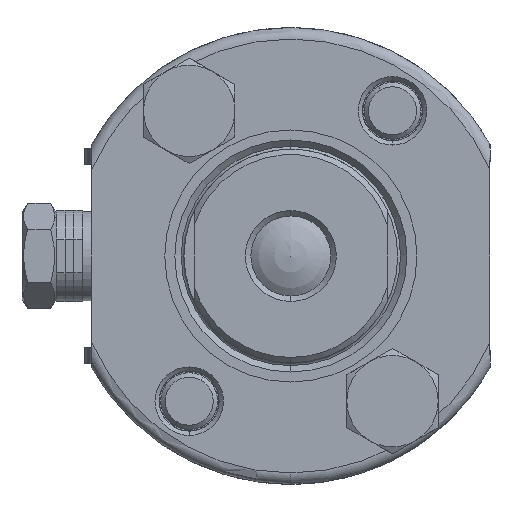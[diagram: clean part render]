
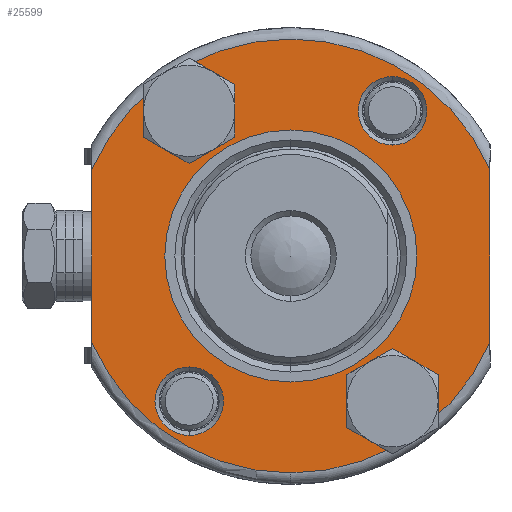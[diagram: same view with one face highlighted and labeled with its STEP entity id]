
A CAD part, left-side view. The second image highlights one B-rep face of the part: STEP entity #25599.
In plain terms, the highlighted planar face has unit normal (-1, 0, 0).
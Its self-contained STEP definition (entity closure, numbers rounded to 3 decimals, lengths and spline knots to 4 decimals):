
#781 = AXIS2_PLACEMENT_3D ( 'NONE', #11885, #11682, #11603 ) ;
#972 = CARTESIAN_POINT ( 'NONE',  ( -1.27, -0.5564, -0.7946 ) ) ;
#2454 = CIRCLE ( 'NONE', #10532, 0.69 ) ;
#2515 = AXIS2_PLACEMENT_3D ( 'NONE', #16717, #60425, #23012 ) ;
#3209 = ORIENTED_EDGE ( 'NONE', *, *, #13283, .T. ) ;
#4049 = VERTEX_POINT ( 'NONE', #79947 ) ;
#5096 = CARTESIAN_POINT ( 'NONE',  ( -1.27, 0., 0. ) ) ;
#6062 = DIRECTION ( 'NONE',  ( 0., 0., -1. ) ) ;
#6124 = DIRECTION ( 'NONE',  ( 1., 0., 0. ) ) ;
#6339 = CARTESIAN_POINT ( 'NONE',  ( -1.27, 0.5564, 0.7946 ) ) ;
#6347 = CARTESIAN_POINT ( 'NONE',  ( -1.27, -1.09, 0.4712 ) ) ;
#6566 = VERTEX_POINT ( 'NONE', #60118 ) ;
#7095 = CIRCLE ( 'NONE', #781, 1.1875 ) ;
#7349 = DIRECTION ( 'NONE',  ( 0., 0., -1. ) ) ;
#8152 = CIRCLE ( 'NONE', #32675, 0.1875 ) ;
#10532 = AXIS2_PLACEMENT_3D ( 'NONE', #54206, #16763, #60472 ) ;
#10870 = CARTESIAN_POINT ( 'NONE',  ( -1.27, 0.5564, -0.7946 ) ) ;
#11483 = AXIS2_PLACEMENT_3D ( 'NONE', #55639, #18231, #61917 ) ;
#11573 = DIRECTION ( 'NONE',  ( 0., 0., 1. ) ) ;
#11603 = DIRECTION ( 'NONE',  ( 0., 0., -1. ) ) ;
#11613 = VERTEX_POINT ( 'NONE', #71465 ) ;
#11682 = DIRECTION ( 'NONE',  ( -1., 0., 0. ) ) ;
#11885 = CARTESIAN_POINT ( 'NONE',  ( -1.27, 0., 0. ) ) ;
#12034 = CARTESIAN_POINT ( 'NONE',  ( -1.27, -0.5564, 0.7946 ) ) ;
#13018 = EDGE_CURVE ( 'NONE', #29074, #6566, #7095, .T. ) ;
#13283 = EDGE_CURVE ( 'NONE', #56030, #4049, #32548, .T. ) ;
#13594 = FACE_BOUND ( 'NONE', #42769, .T. ) ;
#13886 = CARTESIAN_POINT ( 'NONE',  ( -1.27, 0.5564, -0.6071 ) ) ;
#15028 = ORIENTED_EDGE ( 'NONE', *, *, #13018, .T. ) ;
#16717 = CARTESIAN_POINT ( 'NONE',  ( -1.27, 0., 0. ) ) ;
#16763 = DIRECTION ( 'NONE',  ( -1., 0., 0. ) ) ;
#17223 = DIRECTION ( 'NONE',  ( 0., 0., -1. ) ) ;
#17569 = FACE_BOUND ( 'NONE', #30120, .T. ) ;
#18231 = DIRECTION ( 'NONE',  ( -1., 0., 0. ) ) ;
#18387 = DIRECTION ( 'NONE',  ( 0., 0., -1. ) ) ;
#18693 = DIRECTION ( 'NONE',  ( 1., 0., 0. ) ) ;
#18711 = CIRCLE ( 'NONE', #29339, 0.1875 ) ;
#19210 = EDGE_CURVE ( 'NONE', #50317, #22414, #40951, .T. ) ;
#21623 = ORIENTED_EDGE ( 'NONE', *, *, #72633, .T. ) ;
#22019 = CARTESIAN_POINT ( 'NONE',  ( -1.27, -0.5564, 0.6071 ) ) ;
#22414 = VERTEX_POINT ( 'NONE', #48676 ) ;
#23012 = DIRECTION ( 'NONE',  ( 0., 0., -1. ) ) ;
#23071 = CARTESIAN_POINT ( 'NONE',  ( -1.27, 0.5564, -0.9821 ) ) ;
#23123 = CIRCLE ( 'NONE', #61431, 0.1875 ) ;
#23503 = VECTOR ( 'NONE', #11573, 39.3701 ) ;
#23889 = AXIS2_PLACEMENT_3D ( 'NONE', #74087, #36534, #80445 ) ;
#24083 = CARTESIAN_POINT ( 'NONE',  ( -1.27, 1.09, 1.3664 ) ) ;
#24099 = DIRECTION ( 'NONE',  ( 0., 0., -1. ) ) ;
#24158 = DIRECTION ( 'NONE',  ( 1., 0., 0. ) ) ;
#24454 = VERTEX_POINT ( 'NONE', #53897 ) ;
#25599 = ADVANCED_FACE ( 'NONE', ( #48806, #13594, #17569, #78314, #46829, #61516 ), #73900, .F. ) ;
#25852 = CARTESIAN_POINT ( 'NONE',  ( -1.27, 0., 0.69 ) ) ;
#25961 = ORIENTED_EDGE ( 'NONE', *, *, #68251, .T. ) ;
#26129 = AXIS2_PLACEMENT_3D ( 'NONE', #6339, #6124, #6062 ) ;
#27573 = DIRECTION ( 'NONE',  ( 1., 0., 0. ) ) ;
#28290 = EDGE_CURVE ( 'NONE', #78489, #54801, #18711, .T. ) ;
#28503 = DIRECTION ( 'NONE',  ( 1., 0., 0. ) ) ;
#29074 = VERTEX_POINT ( 'NONE', #6347 ) ;
#29339 = AXIS2_PLACEMENT_3D ( 'NONE', #10870, #54649, #17223 ) ;
#30120 = EDGE_LOOP ( 'NONE', ( #21623, #69535 ) ) ;
#30933 = AXIS2_PLACEMENT_3D ( 'NONE', #972, #44820, #7349 ) ;
#31201 = EDGE_CURVE ( 'NONE', #22414, #29074, #40047, .T. ) ;
#31497 = VERTEX_POINT ( 'NONE', #55659 ) ;
#32548 = CIRCLE ( 'NONE', #26129, 0.1875 ) ;
#32675 = AXIS2_PLACEMENT_3D ( 'NONE', #12034, #55800, #18387 ) ;
#36534 = DIRECTION ( 'NONE',  ( -1., 0., 0. ) ) ;
#36959 = EDGE_CURVE ( 'NONE', #54722, #24454, #71164, .T. ) ;
#39731 = VERTEX_POINT ( 'NONE', #49431 ) ;
#40047 = LINE ( 'NONE', #55611, #23503 ) ;
#40951 = CIRCLE ( 'NONE', #23889, 1.1875 ) ;
#42573 = DIRECTION ( 'NONE',  ( 0., 0., -1. ) ) ;
#42769 = EDGE_LOOP ( 'NONE', ( #25961, #53536 ) ) ;
#43752 = EDGE_CURVE ( 'NONE', #39731, #52514, #70321, .T. ) ;
#44820 = DIRECTION ( 'NONE',  ( 1., 0., 0. ) ) ;
#44908 = CIRCLE ( 'NONE', #65102, 0.1875 ) ;
#44982 = ORIENTED_EDGE ( 'NONE', *, *, #72440, .T. ) ;
#45191 = EDGE_CURVE ( 'NONE', #31497, #50317, #62359, .T. ) ;
#46652 = EDGE_CURVE ( 'NONE', #52514, #39731, #2454, .T. ) ;
#46829 = FACE_BOUND ( 'NONE', #71284, .T. ) ;
#48676 = CARTESIAN_POINT ( 'NONE',  ( -1.27, -1.09, -0.4712 ) ) ;
#48806 = FACE_BOUND ( 'NONE', #53613, .T. ) ;
#48993 = CIRCLE ( 'NONE', #74508, 0.1875 ) ;
#49431 = CARTESIAN_POINT ( 'NONE',  ( -1.27, 0., -0.69 ) ) ;
#49479 = EDGE_CURVE ( 'NONE', #54801, #78489, #23123, .T. ) ;
#49563 = ORIENTED_EDGE ( 'NONE', *, *, #43752, .F. ) ;
#50155 = ORIENTED_EDGE ( 'NONE', *, *, #19210, .T. ) ;
#50317 = VERTEX_POINT ( 'NONE', #69125 ) ;
#50701 = LINE ( 'NONE', #24083, #80180 ) ;
#52514 = VERTEX_POINT ( 'NONE', #25852 ) ;
#52753 = VERTEX_POINT ( 'NONE', #22019 ) ;
#53536 = ORIENTED_EDGE ( 'NONE', *, *, #75221, .T. ) ;
#53613 = EDGE_LOOP ( 'NONE', ( #3209, #44982 ) ) ;
#53897 = CARTESIAN_POINT ( 'NONE',  ( -1.27, -0.5564, -0.6071 ) ) ;
#54206 = CARTESIAN_POINT ( 'NONE',  ( -1.27, 0., 0. ) ) ;
#54649 = DIRECTION ( 'NONE',  ( 1., 0., 0. ) ) ;
#54722 = VERTEX_POINT ( 'NONE', #69686 ) ;
#54789 = ORIENTED_EDGE ( 'NONE', *, *, #77252, .T. ) ;
#54801 = VERTEX_POINT ( 'NONE', #13886 ) ;
#55611 = CARTESIAN_POINT ( 'NONE',  ( -1.27, -1.09, 1.3664 ) ) ;
#55639 = CARTESIAN_POINT ( 'NONE',  ( -1.27, 0., 0. ) ) ;
#55659 = CARTESIAN_POINT ( 'NONE',  ( -1.27, 1.09, -0.4712 ) ) ;
#55800 = DIRECTION ( 'NONE',  ( 1., 0., 0. ) ) ;
#56030 = VERTEX_POINT ( 'NONE', #74521 ) ;
#56100 = CARTESIAN_POINT ( 'NONE',  ( -1.27, 0.5564, -0.7946 ) ) ;
#59775 = CIRCLE ( 'NONE', #30933, 0.1875 ) ;
#60118 = CARTESIAN_POINT ( 'NONE',  ( -1.27, 1.09, 0.4712 ) ) ;
#60343 = EDGE_LOOP ( 'NONE', ( #62615, #50155, #64942, #15028, #54789 ) ) ;
#60425 = DIRECTION ( 'NONE',  ( -1., 0., 0. ) ) ;
#60472 = DIRECTION ( 'NONE',  ( 0., 0., 1. ) ) ;
#61431 = AXIS2_PLACEMENT_3D ( 'NONE', #56100, #18693, #62364 ) ;
#61510 = DIRECTION ( 'NONE',  ( 1., 0., 0. ) ) ;
#61516 = FACE_OUTER_BOUND ( 'NONE', #60343, .T. ) ;
#61567 = CARTESIAN_POINT ( 'NONE',  ( -1.27, -0.5564, -0.7946 ) ) ;
#61917 = DIRECTION ( 'NONE',  ( 0., 0., 1. ) ) ;
#62359 = CIRCLE ( 'NONE', #2515, 1.1875 ) ;
#62364 = DIRECTION ( 'NONE',  ( 0., 0., -1. ) ) ;
#62615 = ORIENTED_EDGE ( 'NONE', *, *, #45191, .T. ) ;
#64903 = ORIENTED_EDGE ( 'NONE', *, *, #46652, .F. ) ;
#64938 = ORIENTED_EDGE ( 'NONE', *, *, #28290, .T. ) ;
#64942 = ORIENTED_EDGE ( 'NONE', *, *, #31201, .T. ) ;
#65023 = CARTESIAN_POINT ( 'NONE',  ( -1.27, 0.5564, 0.7946 ) ) ;
#65102 = AXIS2_PLACEMENT_3D ( 'NONE', #65961, #28503, #72287 ) ;
#65961 = CARTESIAN_POINT ( 'NONE',  ( -1.27, -0.5564, 0.7946 ) ) ;
#67350 = EDGE_LOOP ( 'NONE', ( #77517, #64938 ) ) ;
#67881 = DIRECTION ( 'NONE',  ( 0., 0., -1. ) ) ;
#68251 = EDGE_CURVE ( 'NONE', #11613, #52753, #8152, .T. ) ;
#69125 = CARTESIAN_POINT ( 'NONE',  ( -1.27, 0., -1.1875 ) ) ;
#69535 = ORIENTED_EDGE ( 'NONE', *, *, #36959, .T. ) ;
#69686 = CARTESIAN_POINT ( 'NONE',  ( -1.27, -0.5564, -0.9821 ) ) ;
#70321 = CIRCLE ( 'NONE', #11483, 0.69 ) ;
#71164 = CIRCLE ( 'NONE', #79593, 0.1875 ) ;
#71284 = EDGE_LOOP ( 'NONE', ( #64903, #49563 ) ) ;
#71345 = DIRECTION ( 'NONE',  ( 0., 0., -1. ) ) ;
#71465 = CARTESIAN_POINT ( 'NONE',  ( -1.27, -0.5564, 0.9821 ) ) ;
#72287 = DIRECTION ( 'NONE',  ( 0., 0., -1. ) ) ;
#72440 = EDGE_CURVE ( 'NONE', #4049, #56030, #48993, .T. ) ;
#72633 = EDGE_CURVE ( 'NONE', #24454, #54722, #59775, .T. ) ;
#73900 = PLANE ( 'NONE',  #80741 ) ;
#74087 = CARTESIAN_POINT ( 'NONE',  ( -1.27, 0., 0. ) ) ;
#74508 = AXIS2_PLACEMENT_3D ( 'NONE', #65023, #27573, #71345 ) ;
#74521 = CARTESIAN_POINT ( 'NONE',  ( -1.27, 0.5564, 0.9821 ) ) ;
#75221 = EDGE_CURVE ( 'NONE', #52753, #11613, #44908, .T. ) ;
#77252 = EDGE_CURVE ( 'NONE', #6566, #31497, #50701, .T. ) ;
#77517 = ORIENTED_EDGE ( 'NONE', *, *, #49479, .T. ) ;
#78314 = FACE_BOUND ( 'NONE', #67350, .T. ) ;
#78489 = VERTEX_POINT ( 'NONE', #23071 ) ;
#79593 = AXIS2_PLACEMENT_3D ( 'NONE', #61567, #24158, #67881 ) ;
#79947 = CARTESIAN_POINT ( 'NONE',  ( -1.27, 0.5564, 0.6071 ) ) ;
#80180 = VECTOR ( 'NONE', #42573, 39.3701 ) ;
#80445 = DIRECTION ( 'NONE',  ( 0., 0., -1. ) ) ;
#80741 = AXIS2_PLACEMENT_3D ( 'NONE', #5096, #61510, #24099 ) ;
